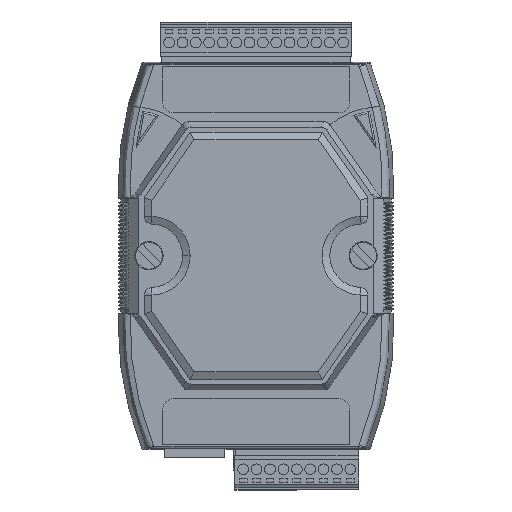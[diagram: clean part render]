
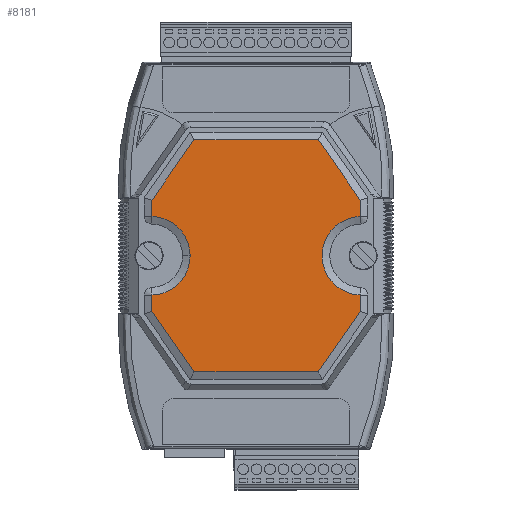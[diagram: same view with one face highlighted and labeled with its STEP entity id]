
A CAD part, top view. The second image highlights one B-rep face of the part: STEP entity #8181.
In plain terms, the highlighted planar face has unit normal (0, 0, 1).
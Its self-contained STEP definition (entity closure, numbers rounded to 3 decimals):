
#2444 = EDGE_CURVE ( 'NONE', #24328, #35608, #115955, .T. ) ;
#2630 = CARTESIAN_POINT ( 'NONE',  ( -27.25, -10.296, 13.9 ) ) ;
#7533 = AXIS2_PLACEMENT_3D ( 'NONE', #9978, #32334, #52088 ) ;
#7810 = LINE ( 'NONE', #92773, #70607 ) ;
#8045 = CARTESIAN_POINT ( 'NONE',  ( 17.305, -30.35, 13.9 ) ) ;
#8181 = ADVANCED_FACE ( 'NONE', ( #52753 ), #42549, .T. ) ;
#8979 = LINE ( 'NONE', #29345, #13341 ) ;
#9489 = CIRCLE ( 'NONE', #100727, 10.3 ) ;
#9901 = ORIENTED_EDGE ( 'NONE', *, *, #116449, .T. ) ;
#9978 = CARTESIAN_POINT ( 'NONE',  ( -27.55, 0., 13.9 ) ) ;
#11197 = AXIS2_PLACEMENT_3D ( 'NONE', #16410, #66029, #89150 ) ;
#11682 = CARTESIAN_POINT ( 'NONE',  ( 27.25, -10.296, 13.9 ) ) ;
#11982 = CARTESIAN_POINT ( 'NONE',  ( 27.55, 0., 13.9 ) ) ;
#12156 = VECTOR ( 'NONE', #74652, 1000. ) ;
#13250 = LINE ( 'NONE', #54708, #110650 ) ;
#13341 = VECTOR ( 'NONE', #92605, 1000. ) ;
#14076 = EDGE_CURVE ( 'NONE', #110208, #44678, #8979, .T. ) ;
#14722 = CARTESIAN_POINT ( 'NONE',  ( -27.25, 10.296, 13.9 ) ) ;
#15978 = CARTESIAN_POINT ( 'NONE',  ( 27.25, 10.296, 13.9 ) ) ;
#16410 = CARTESIAN_POINT ( 'NONE',  ( -27.55, 0., 13.9 ) ) ;
#17127 = VERTEX_POINT ( 'NONE', #41970 ) ;
#22804 = DIRECTION ( 'NONE',  ( 0., 0., 1. ) ) ;
#24328 = VERTEX_POINT ( 'NONE', #126113 ) ;
#24642 = LINE ( 'NONE', #66117, #92272 ) ;
#29345 = CARTESIAN_POINT ( 'NONE',  ( 27.25, -10.296, 13.9 ) ) ;
#31702 = ORIENTED_EDGE ( 'NONE', *, *, #2444, .T. ) ;
#32334 = DIRECTION ( 'NONE',  ( 0., 0., -1. ) ) ;
#32842 = DIRECTION ( 'NONE',  ( 0.571, 0.821, 0. ) ) ;
#35608 = VERTEX_POINT ( 'NONE', #59519 ) ;
#36007 = CARTESIAN_POINT ( 'NONE',  ( 27.25, 14.536, 13.9 ) ) ;
#40691 = EDGE_CURVE ( 'NONE', #121097, #130371, #70298, .T. ) ;
#41970 = CARTESIAN_POINT ( 'NONE',  ( -27.25, -14.536, 13.9 ) ) ;
#42549 = PLANE ( 'NONE',  #71738 ) ;
#43220 = VECTOR ( 'NONE', #112074, 1000. ) ;
#43494 = CARTESIAN_POINT ( 'NONE',  ( -16.259, -30.35, 13.9 ) ) ;
#43785 = ORIENTED_EDGE ( 'NONE', *, *, #127758, .T. ) ;
#44315 = EDGE_CURVE ( 'NONE', #35608, #117637, #7810, .T. ) ;
#44519 = ORIENTED_EDGE ( 'NONE', *, *, #14076, .T. ) ;
#44678 = VERTEX_POINT ( 'NONE', #117502 ) ;
#48908 = CARTESIAN_POINT ( 'NONE',  ( 27.25, -14.536, 13.9 ) ) ;
#51278 = VERTEX_POINT ( 'NONE', #70794 ) ;
#51431 = ORIENTED_EDGE ( 'NONE', *, *, #82875, .T. ) ;
#52072 = DIRECTION ( 'NONE',  ( 1., 0., 0. ) ) ;
#52088 = DIRECTION ( 'NONE',  ( 1., 0., 0. ) ) ;
#52721 = CARTESIAN_POINT ( 'NONE',  ( -27.608, 14.021, 13.9 ) ) ;
#52753 = FACE_OUTER_BOUND ( 'NONE', #56495, .T. ) ;
#52831 = CARTESIAN_POINT ( 'NONE',  ( -17.25, 0., 13.9 ) ) ;
#53252 = EDGE_CURVE ( 'NONE', #44678, #110564, #9489, .T. ) ;
#53388 = DIRECTION ( 'NONE',  ( -0.571, -0.821, 0. ) ) ;
#54502 = ORIENTED_EDGE ( 'NONE', *, *, #53252, .T. ) ;
#54708 = CARTESIAN_POINT ( 'NONE',  ( -11.486, -37.218, 13.9 ) ) ;
#56196 = VERTEX_POINT ( 'NONE', #119790 ) ;
#56495 = EDGE_LOOP ( 'NONE', ( #43785, #57064, #9901, #51431, #44519, #54502, #57293, #66230, #120998, #31702, #63201, #72495, #71821 ) ) ;
#56684 = CIRCLE ( 'NONE', #11197, 10.3 ) ;
#57027 = EDGE_CURVE ( 'NONE', #17127, #103468, #13250, .T. ) ;
#57064 = ORIENTED_EDGE ( 'NONE', *, *, #57027, .T. ) ;
#57293 = ORIENTED_EDGE ( 'NONE', *, *, #87353, .T. ) ;
#59519 = CARTESIAN_POINT ( 'NONE',  ( -27.25, 14.536, 13.9 ) ) ;
#62139 = DIRECTION ( 'NONE',  ( 0., -1., 0. ) ) ;
#63201 = ORIENTED_EDGE ( 'NONE', *, *, #44315, .T. ) ;
#66029 = DIRECTION ( 'NONE',  ( 0., 0., -1. ) ) ;
#66092 = CIRCLE ( 'NONE', #7533, 10.3 ) ;
#66117 = CARTESIAN_POINT ( 'NONE',  ( 27.608, -14.021, 13.9 ) ) ;
#66230 = ORIENTED_EDGE ( 'NONE', *, *, #40691, .T. ) ;
#70298 = LINE ( 'NONE', #90713, #131114 ) ;
#70607 = VECTOR ( 'NONE', #62139, 1000. ) ;
#70794 = CARTESIAN_POINT ( 'NONE',  ( -27.25, -10.296, 13.9 ) ) ;
#71738 = AXIS2_PLACEMENT_3D ( 'NONE', #115310, #22804, #52072 ) ;
#71821 = ORIENTED_EDGE ( 'NONE', *, *, #82337, .T. ) ;
#72495 = ORIENTED_EDGE ( 'NONE', *, *, #131508, .T. ) ;
#74652 = DIRECTION ( 'NONE',  ( 0., -1., 0. ) ) ;
#75308 = LINE ( 'NONE', #2630, #12156 ) ;
#76206 = CARTESIAN_POINT ( 'NONE',  ( 16.259, 30.35, 13.9 ) ) ;
#76481 = DIRECTION ( 'NONE',  ( 0., 0., -1. ) ) ;
#78606 = VECTOR ( 'NONE', #95716, 1000. ) ;
#79663 = VECTOR ( 'NONE', #92641, 1000. ) ;
#81825 = VECTOR ( 'NONE', #53388, 1000. ) ;
#82337 = EDGE_CURVE ( 'NONE', #108699, #51278, #66092, .T. ) ;
#82875 = EDGE_CURVE ( 'NONE', #56196, #110208, #24642, .T. ) ;
#84136 = LINE ( 'NONE', #94394, #78606 ) ;
#87353 = EDGE_CURVE ( 'NONE', #110564, #121097, #104845, .T. ) ;
#89150 = DIRECTION ( 'NONE',  ( 1., 0., 0. ) ) ;
#90713 = CARTESIAN_POINT ( 'NONE',  ( 38.887, -2.208, 13.9 ) ) ;
#92272 = VECTOR ( 'NONE', #32842, 1000. ) ;
#92605 = DIRECTION ( 'NONE',  ( 0., 1., 0. ) ) ;
#92641 = DIRECTION ( 'NONE',  ( 0., 1., 0. ) ) ;
#92773 = CARTESIAN_POINT ( 'NONE',  ( -27.25, 10.296, 13.9 ) ) ;
#94394 = CARTESIAN_POINT ( 'NONE',  ( -17.305, 30.35, 13.9 ) ) ;
#95716 = DIRECTION ( 'NONE',  ( -1., 0., 0. ) ) ;
#100727 = AXIS2_PLACEMENT_3D ( 'NONE', #11982, #76481, #116666 ) ;
#101210 = LINE ( 'NONE', #8045, #43220 ) ;
#103468 = VERTEX_POINT ( 'NONE', #43494 ) ;
#104845 = LINE ( 'NONE', #11682, #79663 ) ;
#108699 = VERTEX_POINT ( 'NONE', #52831 ) ;
#110208 = VERTEX_POINT ( 'NONE', #48908 ) ;
#110564 = VERTEX_POINT ( 'NONE', #15978 ) ;
#110650 = VECTOR ( 'NONE', #130167, 1000. ) ;
#111808 = DIRECTION ( 'NONE',  ( -0.571, 0.821, 0. ) ) ;
#112074 = DIRECTION ( 'NONE',  ( 1., 0., 0. ) ) ;
#115310 = CARTESIAN_POINT ( 'NONE',  ( 27.25, -10.296, 13.9 ) ) ;
#115955 = LINE ( 'NONE', #52721, #81825 ) ;
#116449 = EDGE_CURVE ( 'NONE', #103468, #56196, #101210, .T. ) ;
#116666 = DIRECTION ( 'NONE',  ( 1., 0., 0. ) ) ;
#117502 = CARTESIAN_POINT ( 'NONE',  ( 27.25, -10.296, 13.9 ) ) ;
#117637 = VERTEX_POINT ( 'NONE', #14722 ) ;
#119790 = CARTESIAN_POINT ( 'NONE',  ( 16.259, -30.35, 13.9 ) ) ;
#120998 = ORIENTED_EDGE ( 'NONE', *, *, #132706, .T. ) ;
#121097 = VERTEX_POINT ( 'NONE', #36007 ) ;
#126113 = CARTESIAN_POINT ( 'NONE',  ( -16.259, 30.35, 13.9 ) ) ;
#127758 = EDGE_CURVE ( 'NONE', #51278, #17127, #75308, .T. ) ;
#130167 = DIRECTION ( 'NONE',  ( 0.571, -0.821, 0. ) ) ;
#130371 = VERTEX_POINT ( 'NONE', #76206 ) ;
#131114 = VECTOR ( 'NONE', #111808, 1000. ) ;
#131508 = EDGE_CURVE ( 'NONE', #117637, #108699, #56684, .T. ) ;
#132706 = EDGE_CURVE ( 'NONE', #130371, #24328, #84136, .T. ) ;
